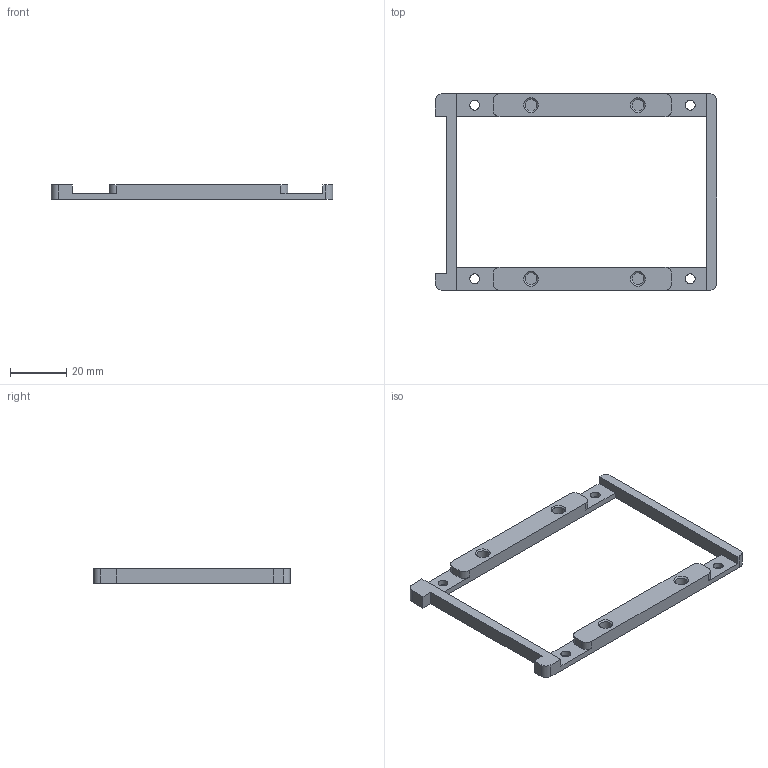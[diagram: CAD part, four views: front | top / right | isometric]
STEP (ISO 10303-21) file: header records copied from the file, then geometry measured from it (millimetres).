
FILE_DESCRIPTION(/* description */ (''),/* implementation_level */ '2;1');
FILE_NAME(/* name */ 'Amiga 600 1200 HDD adapter frame.step',/* time_stamp */ '2025-02-17T11:40:37+01:00',/* author */ (''),/* organization */ (''),/* preprocessor_version */ 'ST-DEVELOPER v20',/* originating_system */ 'Autodesk Translation Framework v13.20.0.188',/* authorisation */ '');
FILE_SCHEMA (('AUTOMOTIVE_DESIGN { 1 0 10303 214 3 1 1 }'));
Length unit declared in the file: millimetre
Products named in the file (2): Amiga 600/1200 harddrive adapter; Adapter frame
Assembly tree (1 placements, depth 2):
  Amiga 600/1200 harddrive adapter
    Adapter frame
Bounding box: 100 x 69.85 x 5 mm (x, y, z)
Volume: 8358.6 mm3; surface area: 7194.8 mm2
Topology: 1 solids, 1 shells, 53 faces, 140 edges, 92 vertices
Faces by surface type: plane 29, cylinder 20, cone 4
Full cylindrical faces by diameter (mm): 3.5 x4, 4.25 x4
Entity records: 1719 total; most frequent: DIRECTION 296, CARTESIAN_POINT 288, ORIENTED_EDGE 280, EDGE_CURVE 140, AXIS2_PLACEMENT_3D 100, LINE 96, VECTOR 96, VERTEX_POINT 92
